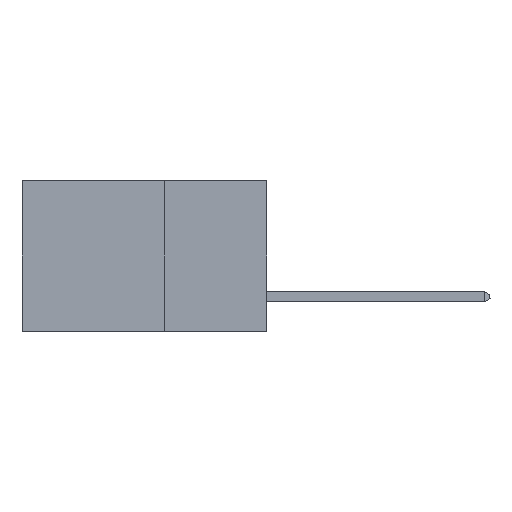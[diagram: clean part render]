
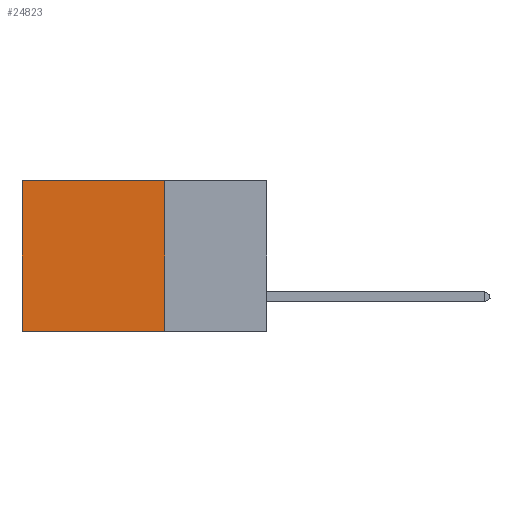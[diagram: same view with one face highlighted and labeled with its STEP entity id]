
A CAD part, left-side view. The second image highlights one B-rep face of the part: STEP entity #24823.
In plain terms, the highlighted planar face has unit normal (-1, 0, 0).
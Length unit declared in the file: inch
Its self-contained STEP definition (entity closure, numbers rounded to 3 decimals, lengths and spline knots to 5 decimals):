
#736 = CARTESIAN_POINT ( 'NONE',  ( 0.2875, 0.25, -0.37 ) ) ;
#1213 = CARTESIAN_POINT ( 'NONE',  ( 0.2875, 0.25, 0. ) ) ;
#1674 = EDGE_CURVE ( 'NONE', #20095, #6270, #24700, .T. ) ;
#3270 = VECTOR ( 'NONE', #20168, 39.37008 ) ;
#3350 = DIRECTION ( 'NONE',  ( 1., 0., 0. ) ) ;
#5539 = EDGE_CURVE ( 'NONE', #6270, #17333, #23865, .T. ) ;
#6270 = VERTEX_POINT ( 'NONE', #12579 ) ;
#8822 = VECTOR ( 'NONE', #10889, 39.37008 ) ;
#9353 = CARTESIAN_POINT ( 'NONE',  ( 0.2875, 0.25, 0. ) ) ;
#9470 = LINE ( 'NONE', #736, #8822 ) ;
#10889 = DIRECTION ( 'NONE',  ( 0., 1., 0. ) ) ;
#11921 = ORIENTED_EDGE ( 'NONE', *, *, #17250, .F. ) ;
#12096 = FACE_OUTER_BOUND ( 'NONE', #25212, .T. ) ;
#12579 = CARTESIAN_POINT ( 'NONE',  ( 0.2875, 0.6, 0. ) ) ;
#15098 = DIRECTION ( 'NONE',  ( 0., 0., -1. ) ) ;
#16827 = CARTESIAN_POINT ( 'NONE',  ( 0.2875, 0.25, 0. ) ) ;
#17250 = EDGE_CURVE ( 'NONE', #25470, #17333, #9470, .T. ) ;
#17333 = VERTEX_POINT ( 'NONE', #23241 ) ;
#19277 = DIRECTION ( 'NONE',  ( 0., 0., -1. ) ) ;
#19290 = ORIENTED_EDGE ( 'NONE', *, *, #1674, .T. ) ;
#20095 = VERTEX_POINT ( 'NONE', #16827 ) ;
#20168 = DIRECTION ( 'NONE',  ( 0., 0., -1. ) ) ;
#20240 = AXIS2_PLACEMENT_3D ( 'NONE', #9353, #3350, #15098 ) ;
#20664 = CARTESIAN_POINT ( 'NONE',  ( 0.2875, 0.25, -0.37 ) ) ;
#21125 = DIRECTION ( 'NONE',  ( 0., 1., 0. ) ) ;
#21361 = PLANE ( 'NONE',  #20240 ) ;
#22757 = LINE ( 'NONE', #23856, #3270 ) ;
#22959 = CARTESIAN_POINT ( 'NONE',  ( 0.2875, 0.6, 0. ) ) ;
#23023 = ORIENTED_EDGE ( 'NONE', *, *, #24475, .F. ) ;
#23241 = CARTESIAN_POINT ( 'NONE',  ( 0.2875, 0.6, -0.37 ) ) ;
#23856 = CARTESIAN_POINT ( 'NONE',  ( 0.2875, 0.25, 0. ) ) ;
#23865 = LINE ( 'NONE', #22959, #25432 ) ;
#24024 = ORIENTED_EDGE ( 'NONE', *, *, #5539, .T. ) ;
#24475 = EDGE_CURVE ( 'NONE', #20095, #25470, #22757, .T. ) ;
#24700 = LINE ( 'NONE', #1213, #25969 ) ;
#24823 = ADVANCED_FACE ( 'NONE', ( #12096 ), #21361, .F. ) ;
#25212 = EDGE_LOOP ( 'NONE', ( #24024, #11921, #23023, #19290 ) ) ;
#25432 = VECTOR ( 'NONE', #19277, 39.37008 ) ;
#25470 = VERTEX_POINT ( 'NONE', #20664 ) ;
#25969 = VECTOR ( 'NONE', #21125, 39.37008 ) ;
